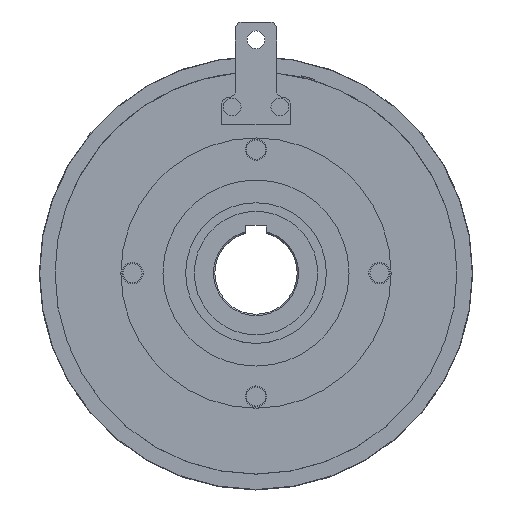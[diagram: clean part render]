
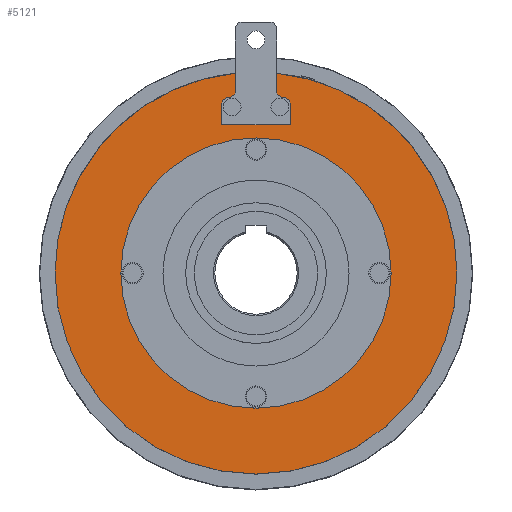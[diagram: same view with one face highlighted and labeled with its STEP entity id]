
A CAD part, top view. The second image highlights one B-rep face of the part: STEP entity #5121.
In plain terms, the highlighted planar face has unit normal (0, 0, 1).
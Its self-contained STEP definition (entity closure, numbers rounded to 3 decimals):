
#213 = CIRCLE ( 'NONE', #6043, 5. ) ;
#215 = CARTESIAN_POINT ( 'NONE',  ( -15., 133., 44. ) ) ;
#217 = CIRCLE ( 'NONE', #236, 146.5 ) ;
#218 = LINE ( 'NONE', #224, #228 ) ;
#224 = CARTESIAN_POINT ( 'NONE',  ( -15., 183., 44. ) ) ;
#228 = VECTOR ( 'NONE', #231, 1000. ) ;
#229 = DIRECTION ( 'NONE',  ( 0., 0., 1. ) ) ;
#230 = DIRECTION ( 'NONE',  ( 1., 0., 0. ) ) ;
#231 = DIRECTION ( 'NONE',  ( 0., 1., 0. ) ) ;
#235 = CARTESIAN_POINT ( 'NONE',  ( 0., 0., 44. ) ) ;
#236 = AXIS2_PLACEMENT_3D ( 'NONE', #235, #229, #230 ) ;
#1214 = EDGE_CURVE ( 'NONE', #1215, #1240, #3621, .T. ) ;
#1215 = VERTEX_POINT ( 'NONE', #3643 ) ;
#1240 = VERTEX_POINT ( 'NONE', #3715 ) ;
#1532 = CARTESIAN_POINT ( 'NONE',  ( 0., 0., 44. ) ) ;
#1533 = CIRCLE ( 'NONE', #1535, 146.5 ) ;
#1534 = CARTESIAN_POINT ( 'NONE',  ( 146.5, 0., 44. ) ) ;
#1535 = AXIS2_PLACEMENT_3D ( 'NONE', #1532, #1537, #1536 ) ;
#1536 = DIRECTION ( 'NONE',  ( 1., 0., 0. ) ) ;
#1537 = DIRECTION ( 'NONE',  ( 0., 0., 1. ) ) ;
#2578 = EDGE_CURVE ( 'NONE', #2579, #2589, #1533, .T. ) ;
#2579 = VERTEX_POINT ( 'NONE', #1534 ) ;
#2585 = EDGE_CURVE ( 'NONE', #2586, #2593, #3491, .T. ) ;
#2586 = VERTEX_POINT ( 'NONE', #3449 ) ;
#2589 = VERTEX_POINT ( 'NONE', #3454 ) ;
#2593 = VERTEX_POINT ( 'NONE', #3461 ) ;
#3090 = ORIENTED_EDGE ( 'NONE', *, *, #5146, .T. ) ;
#3115 = VERTEX_POINT ( 'NONE', #6215 ) ;
#3449 = CARTESIAN_POINT ( 'NONE',  ( -15., 145.73, 44. ) ) ;
#3454 = CARTESIAN_POINT ( 'NONE',  ( 14.999, 145.73, 44. ) ) ;
#3461 = CARTESIAN_POINT ( 'NONE',  ( -146.5, 0., 44. ) ) ;
#3487 = DIRECTION ( 'NONE',  ( 1., 0., 0. ) ) ;
#3488 = DIRECTION ( 'NONE',  ( 0., 0., 1. ) ) ;
#3489 = CARTESIAN_POINT ( 'NONE',  ( 0., 0., 44. ) ) ;
#3490 = AXIS2_PLACEMENT_3D ( 'NONE', #3489, #3488, #3487 ) ;
#3491 = CIRCLE ( 'NONE', #3490, 146.5 ) ;
#3619 = DIRECTION ( 'NONE',  ( 0., 0., -1. ) ) ;
#3620 = AXIS2_PLACEMENT_3D ( 'NONE', #3634, #3619, #3626 ) ;
#3621 = CIRCLE ( 'NONE', #3620, 98.5 ) ;
#3626 = DIRECTION ( 'NONE',  ( -1., 0., 0. ) ) ;
#3634 = CARTESIAN_POINT ( 'NONE',  ( 0., 0., 44. ) ) ;
#3643 = CARTESIAN_POINT ( 'NONE',  ( -98.5, 0., 44. ) ) ;
#3715 = CARTESIAN_POINT ( 'NONE',  ( 98.5, 0., 44. ) ) ;
#5110 = EDGE_LOOP ( 'NONE', ( #3090, #5148, #5136, #5140, #5139, #5132, #5194, #5197, #5195, #5144, #5191, #5196 ) ) ;
#5121 = ADVANCED_FACE ( 'NONE', ( #5713, #5712 ), #5724, .T. ) ;
#5129 = VERTEX_POINT ( 'NONE', #5757 ) ;
#5130 = EDGE_CURVE ( 'NONE', #5141, #5134, #5741, .T. ) ;
#5131 = EDGE_CURVE ( 'NONE', #5142, #5129, #5772, .T. ) ;
#5132 = ORIENTED_EDGE ( 'NONE', *, *, #5133, .F. ) ;
#5133 = EDGE_CURVE ( 'NONE', #3115, #5142, #5734, .T. ) ;
#5134 = VERTEX_POINT ( 'NONE', #5742 ) ;
#5136 = ORIENTED_EDGE ( 'NONE', *, *, #5130, .T. ) ;
#5137 = VERTEX_POINT ( 'NONE', #5755 ) ;
#5138 = EDGE_CURVE ( 'NONE', #1240, #1215, #5762, .T. ) ;
#5139 = ORIENTED_EDGE ( 'NONE', *, *, #5131, .F. ) ;
#5140 = ORIENTED_EDGE ( 'NONE', *, *, #5147, .F. ) ;
#5141 = VERTEX_POINT ( 'NONE', #5798 ) ;
#5142 = VERTEX_POINT ( 'NONE', #5819 ) ;
#5143 = VERTEX_POINT ( 'NONE', #5807 ) ;
#5144 = ORIENTED_EDGE ( 'NONE', *, *, #2585, .T. ) ;
#5145 = EDGE_CURVE ( 'NONE', #5143, #5141, #5797, .T. ) ;
#5146 = EDGE_CURVE ( 'NONE', #2589, #5143, #5805, .T. ) ;
#5147 = EDGE_CURVE ( 'NONE', #5129, #5134, #5839, .T. ) ;
#5148 = ORIENTED_EDGE ( 'NONE', *, *, #5145, .T. ) ;
#5178 = ORIENTED_EDGE ( 'NONE', *, *, #5138, .T. ) ;
#5181 = EDGE_CURVE ( 'NONE', #5137, #5188, #6135, .T. ) ;
#5188 = VERTEX_POINT ( 'NONE', #215 ) ;
#5190 = EDGE_CURVE ( 'NONE', #3115, #5137, #213, .T. ) ;
#5191 = ORIENTED_EDGE ( 'NONE', *, *, #5192, .T. ) ;
#5192 = EDGE_CURVE ( 'NONE', #2593, #2579, #217, .T. ) ;
#5194 = ORIENTED_EDGE ( 'NONE', *, *, #5190, .T. ) ;
#5195 = ORIENTED_EDGE ( 'NONE', *, *, #5200, .T. ) ;
#5196 = ORIENTED_EDGE ( 'NONE', *, *, #2578, .T. ) ;
#5197 = ORIENTED_EDGE ( 'NONE', *, *, #5181, .T. ) ;
#5198 = EDGE_LOOP ( 'NONE', ( #5178, #5237 ) ) ;
#5200 = EDGE_CURVE ( 'NONE', #5188, #2586, #218, .T. ) ;
#5237 = ORIENTED_EDGE ( 'NONE', *, *, #1214, .T. ) ;
#5708 = DIRECTION ( 'NONE',  ( 1., 0., 0. ) ) ;
#5712 = FACE_BOUND ( 'NONE', #5198, .T. ) ;
#5713 = FACE_OUTER_BOUND ( 'NONE', #5110, .T. ) ;
#5721 = DIRECTION ( 'NONE',  ( 0., 0., 1. ) ) ;
#5722 = CARTESIAN_POINT ( 'NONE',  ( 0., 0., 44. ) ) ;
#5723 = AXIS2_PLACEMENT_3D ( 'NONE', #5722, #5721, #5708 ) ;
#5724 = PLANE ( 'NONE',  #5723 ) ;
#5732 = DIRECTION ( 'NONE',  ( 0., -1., 0. ) ) ;
#5733 = CARTESIAN_POINT ( 'NONE',  ( -25., 183., 44. ) ) ;
#5734 = LINE ( 'NONE', #5733, #5743 ) ;
#5740 = AXIS2_PLACEMENT_3D ( 'NONE', #5747, #5756, #5791 ) ;
#5741 = CIRCLE ( 'NONE', #5740, 5. ) ;
#5742 = CARTESIAN_POINT ( 'NONE',  ( 25., 123., 44. ) ) ;
#5743 = VECTOR ( 'NONE', #5732, 1000. ) ;
#5746 = DIRECTION ( 'NONE',  ( -1., 0., 0. ) ) ;
#5747 = CARTESIAN_POINT ( 'NONE',  ( 20., 123., 44. ) ) ;
#5755 = CARTESIAN_POINT ( 'NONE',  ( -20., 128., 44. ) ) ;
#5756 = DIRECTION ( 'NONE',  ( 0., 0., -1. ) ) ;
#5757 = CARTESIAN_POINT ( 'NONE',  ( 25., 108., 44. ) ) ;
#5759 = DIRECTION ( 'NONE',  ( 0., 0., -1. ) ) ;
#5760 = CARTESIAN_POINT ( 'NONE',  ( 0., 0., 44. ) ) ;
#5761 = AXIS2_PLACEMENT_3D ( 'NONE', #5760, #5759, #5746 ) ;
#5762 = CIRCLE ( 'NONE', #5761, 98.5 ) ;
#5769 = DIRECTION ( 'NONE',  ( 1., 0., 0. ) ) ;
#5770 = VECTOR ( 'NONE', #5769, 1000. ) ;
#5771 = CARTESIAN_POINT ( 'NONE',  ( -25., 108., 44. ) ) ;
#5772 = LINE ( 'NONE', #5771, #5770 ) ;
#5791 = DIRECTION ( 'NONE',  ( 1., 0., 0. ) ) ;
#5796 = DIRECTION ( 'NONE',  ( 0., 1., 0. ) ) ;
#5797 = CIRCLE ( 'NONE', #5811, 5. ) ;
#5798 = CARTESIAN_POINT ( 'NONE',  ( 19.999, 128., 44. ) ) ;
#5804 = DIRECTION ( 'NONE',  ( 0., -1., 0. ) ) ;
#5805 = LINE ( 'NONE', #5823, #5817 ) ;
#5806 = DIRECTION ( 'NONE',  ( 0., 0., 1. ) ) ;
#5807 = CARTESIAN_POINT ( 'NONE',  ( 14.999, 133., 44. ) ) ;
#5811 = AXIS2_PLACEMENT_3D ( 'NONE', #5812, #5806, #5828 ) ;
#5812 = CARTESIAN_POINT ( 'NONE',  ( 19.999, 133., 44. ) ) ;
#5817 = VECTOR ( 'NONE', #5804, 1000. ) ;
#5819 = CARTESIAN_POINT ( 'NONE',  ( -25., 108., 44. ) ) ;
#5823 = CARTESIAN_POINT ( 'NONE',  ( 14.999, 183., 44. ) ) ;
#5828 = DIRECTION ( 'NONE',  ( 1., 0., 0. ) ) ;
#5837 = VECTOR ( 'NONE', #5796, 1000. ) ;
#5838 = CARTESIAN_POINT ( 'NONE',  ( 25., 183., 44. ) ) ;
#5839 = LINE ( 'NONE', #5838, #5837 ) ;
#6043 = AXIS2_PLACEMENT_3D ( 'NONE', #6044, #6045, #6050 ) ;
#6044 = CARTESIAN_POINT ( 'NONE',  ( -20., 123., 44. ) ) ;
#6045 = DIRECTION ( 'NONE',  ( 0., 0., -1. ) ) ;
#6050 = DIRECTION ( 'NONE',  ( 1., 0., 0. ) ) ;
#6120 = AXIS2_PLACEMENT_3D ( 'NONE', #6159, #6143, #6134 ) ;
#6134 = DIRECTION ( 'NONE',  ( 1., 0., 0. ) ) ;
#6135 = CIRCLE ( 'NONE', #6120, 5. ) ;
#6143 = DIRECTION ( 'NONE',  ( 0., 0., 1. ) ) ;
#6159 = CARTESIAN_POINT ( 'NONE',  ( -20., 133., 44. ) ) ;
#6215 = CARTESIAN_POINT ( 'NONE',  ( -25., 123., 44. ) ) ;
